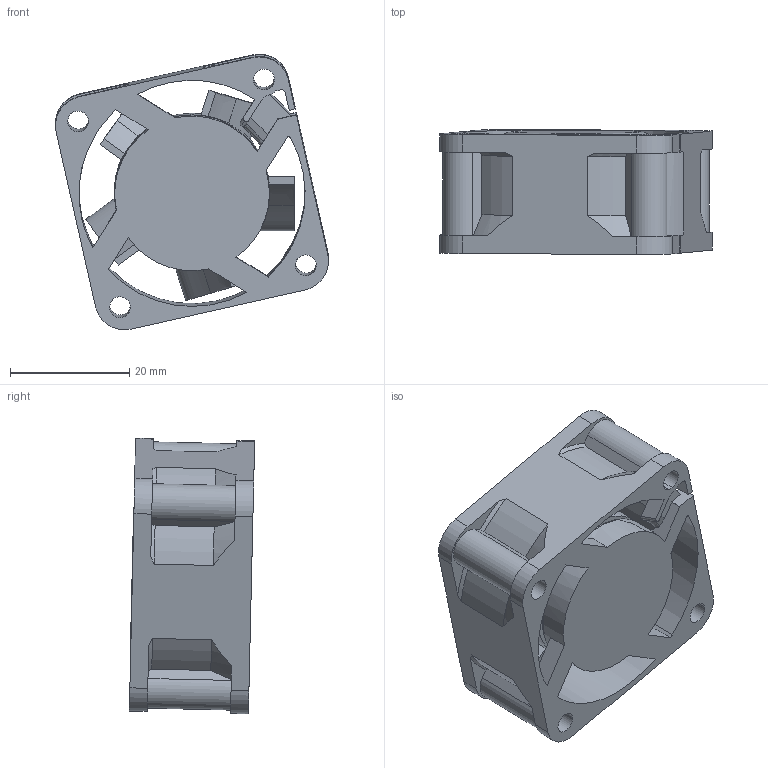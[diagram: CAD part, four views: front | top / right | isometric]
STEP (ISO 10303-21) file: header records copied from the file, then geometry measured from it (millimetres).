
FILE_DESCRIPTION((''),'2;1');
FILE_NAME('EFB4020_ASM_ASM','2022-12-23T16:55:33',('ALLEN.HSUEH'),(''),'CREO PARAMETRIC BY PTC INC, 2020454','CREO PARAMETRIC BY PTC INC, 2020454','');
FILE_SCHEMA(('AUTOMOTIVE_DESIGN { 1 0 10303 214 1 1 1 1 }'));
Length unit declared in the file: millimetre
Products named in the file (4): PRT0020_1_1; PRT0021_1_1; ASM0008_ASM_1_1_ASM; EFB4020_ASM_ASM
Assembly tree (3 placements, depth 3):
  EFB4020_ASM_ASM
    ASM0008_ASM_1_1_ASM
      PRT0020_1_1
      PRT0021_1_1
Bounding box: 45.85 x 21.05 x 46.3 mm (x, y, z)
Volume: 17354 mm3; surface area: 12042.7 mm2
Topology: 2 solids, 2 shells, 149 faces, 593 edges, 448 vertices
Faces by surface type: plane 63, cylinder 43, extrusion 20, cone 16, torus 7
Entity records: 8318 total; most frequent: CARTESIAN_POINT 2409, DIRECTION 1043, ORIENTED_EDGE 1008, EDGE_CURVE 504, AXIS2_PLACEMENT_3D 359, VERTEX_POINT 359, VECTOR 314, LINE 294
